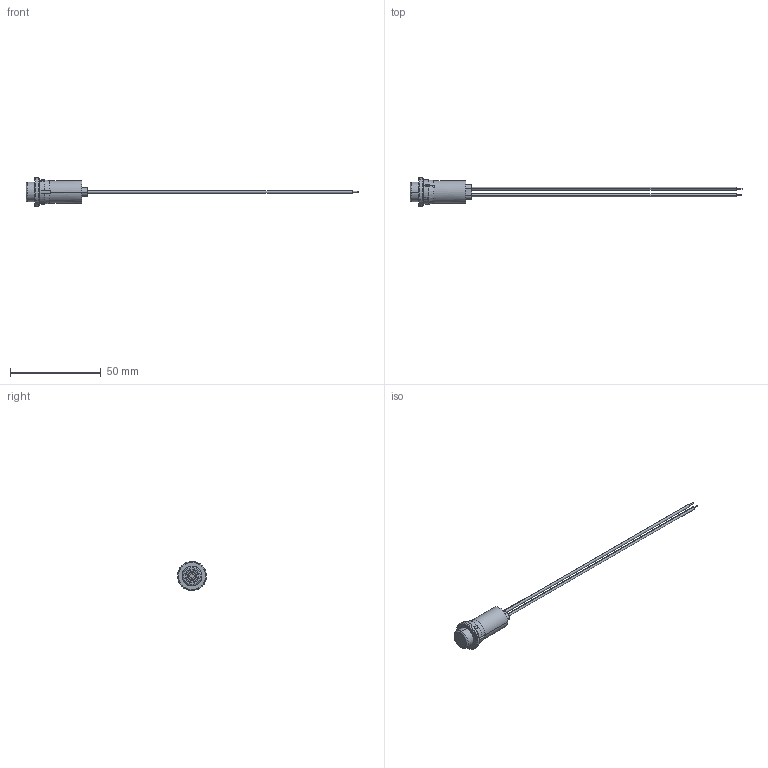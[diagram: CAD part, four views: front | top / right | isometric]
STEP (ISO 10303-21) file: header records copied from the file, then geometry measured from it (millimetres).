
FILE_DESCRIPTION (( 'STEP AP214' ), '1' );
FILE_NAME ('32R_21.STEP', '2019-05-14T15:31:32', ( 'user' ), ( 'Microsoft' ), 'SwSTEP 2.0', 'SolidWorks 2018', '' );
FILE_SCHEMA (( 'AUTOMOTIVE_DESIGN' ));
Length unit declared in the file: foot
Products named in the file (5): 890039XX0X_Lens; _20 AWG Solid Wire_06"; 92000110XX - P102145 Rev M; 91016402xx; 32R_21
Assembly tree (5 placements, depth 2):
  32R_21
    91016402xx
    92000110XX - P102145 Rev M
    _20 AWG Solid Wire_06"  x2
    890039XX0X_Lens
Bounding box: 183.15 x 15.96 x 15.96 mm (x, y, z)
Volume: 2092.5 mm3; surface area: 5435.4 mm2
Topology: 5 solids, 5 shells, 308 faces, 835 edges, 545 vertices
Faces by surface type: cylinder 137, plane 130, torus 25, cone 14, sphere 2
Entity records: 10195 total; most frequent: CARTESIAN_POINT 1967, DIRECTION 1815, ORIENTED_EDGE 1630, EDGE_CURVE 815, AXIS2_PLACEMENT_3D 762, VERTEX_POINT 533, CIRCLE 456, EDGE_LOOP 312
